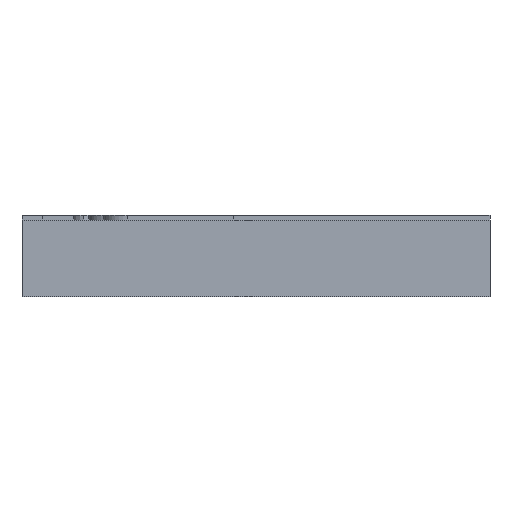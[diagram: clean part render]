
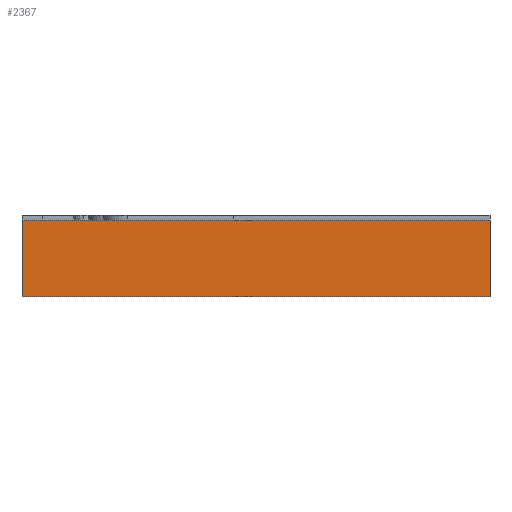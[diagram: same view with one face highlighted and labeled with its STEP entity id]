
A CAD part, front view. The second image highlights one B-rep face of the part: STEP entity #2367.
In plain terms, the highlighted planar face has unit normal (0, -1, 0).
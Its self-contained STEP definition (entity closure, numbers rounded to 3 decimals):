
#25 = VERTEX_POINT ( 'NONE', #2003 ) ;
#538 = EDGE_CURVE ( 'NONE', #1293, #25, #4576, .T. ) ;
#633 = VECTOR ( 'NONE', #5058, 1000. ) ;
#785 = DIRECTION ( 'NONE',  ( 0., 0., -1. ) ) ;
#800 = VECTOR ( 'NONE', #5572, 1000. ) ;
#1181 = VECTOR ( 'NONE', #8160, 1000. ) ;
#1293 = VERTEX_POINT ( 'NONE', #2552 ) ;
#1700 = CARTESIAN_POINT ( 'NONE',  ( 4.9, -64.25, 0.8 ) ) ;
#1826 = EDGE_CURVE ( 'NONE', #1293, #6676, #2902, .T. ) ;
#1854 = CARTESIAN_POINT ( 'NONE',  ( 4.9, -64.25, -0.8 ) ) ;
#2003 = CARTESIAN_POINT ( 'NONE',  ( 4.9, -64.25, 0.8 ) ) ;
#2367 = ADVANCED_FACE ( 'NONE', ( #3997 ), #4045, .F. ) ;
#2552 = CARTESIAN_POINT ( 'NONE',  ( -4.9, -64.25, 0.8 ) ) ;
#2588 = LINE ( 'NONE', #1854, #800 ) ;
#2902 = LINE ( 'NONE', #6474, #633 ) ;
#3522 = EDGE_CURVE ( 'NONE', #6676, #7666, #2588, .T. ) ;
#3851 = CARTESIAN_POINT ( 'NONE',  ( 4.9, -64.25, 0.8 ) ) ;
#3997 = FACE_OUTER_BOUND ( 'NONE', #4083, .T. ) ;
#4045 = PLANE ( 'NONE',  #9073 ) ;
#4083 = EDGE_LOOP ( 'NONE', ( #4418, #9010, #5776, #8421 ) ) ;
#4243 = EDGE_CURVE ( 'NONE', #25, #7666, #9095, .T. ) ;
#4418 = ORIENTED_EDGE ( 'NONE', *, *, #3522, .T. ) ;
#4576 = LINE ( 'NONE', #7556, #1181 ) ;
#4941 = CARTESIAN_POINT ( 'NONE',  ( -4.9, -64.25, -0.8 ) ) ;
#5058 = DIRECTION ( 'NONE',  ( 0., 0., -1. ) ) ;
#5572 = DIRECTION ( 'NONE',  ( 1., 0., 0. ) ) ;
#5776 = ORIENTED_EDGE ( 'NONE', *, *, #538, .F. ) ;
#6474 = CARTESIAN_POINT ( 'NONE',  ( -4.9, -64.25, 0.8 ) ) ;
#6676 = VERTEX_POINT ( 'NONE', #4941 ) ;
#6845 = DIRECTION ( 'NONE',  ( 1., 0., 0. ) ) ;
#7241 = CARTESIAN_POINT ( 'NONE',  ( 4.9, -64.25, -0.8 ) ) ;
#7556 = CARTESIAN_POINT ( 'NONE',  ( 4.9, -64.25, 0.8 ) ) ;
#7666 = VERTEX_POINT ( 'NONE', #7241 ) ;
#8160 = DIRECTION ( 'NONE',  ( 1., 0., 0. ) ) ;
#8421 = ORIENTED_EDGE ( 'NONE', *, *, #1826, .T. ) ;
#9010 = ORIENTED_EDGE ( 'NONE', *, *, #4243, .F. ) ;
#9073 = AXIS2_PLACEMENT_3D ( 'NONE', #3851, #9191, #6845 ) ;
#9095 = LINE ( 'NONE', #1700, #9135 ) ;
#9135 = VECTOR ( 'NONE', #785, 1000. ) ;
#9191 = DIRECTION ( 'NONE',  ( 0., 1., 0. ) ) ;
